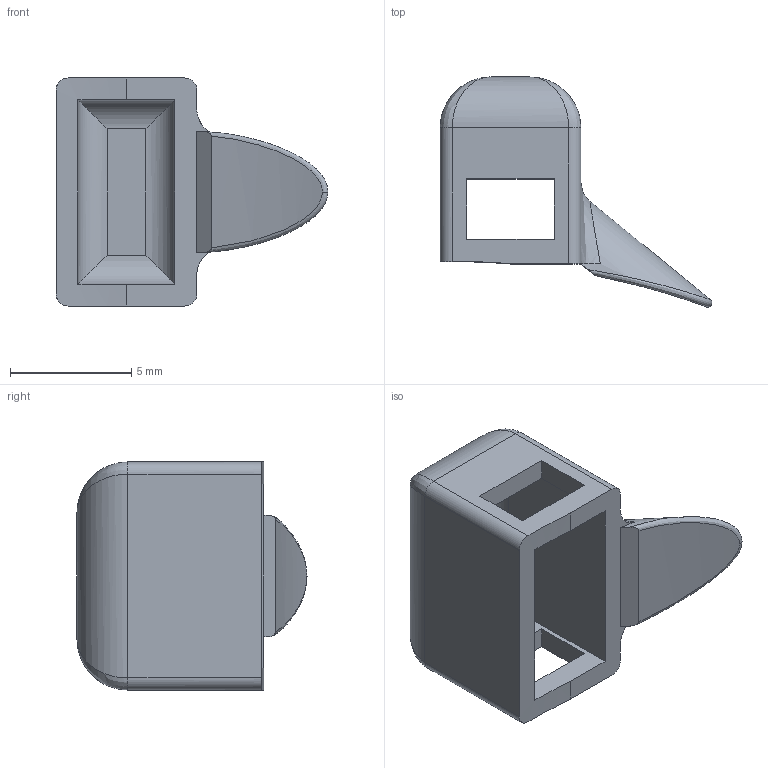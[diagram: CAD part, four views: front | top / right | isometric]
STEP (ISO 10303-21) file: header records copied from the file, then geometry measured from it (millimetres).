
FILE_DESCRIPTION (( 'STEP AP214' ), '1' );
FILE_NAME ('Slider.STEP', '2025-07-06T08:35:23', ( '' ), ( '' ), 'SwSTEP 2.0', 'SolidWorks 2025', '' );
FILE_SCHEMA (( 'AUTOMOTIVE_DESIGN' ));
Length unit declared in the file: millimetre
Products named in the file (1): Slider
Bounding box: 11.2 x 9.48 x 9.4 mm (x, y, z)
Volume: 206 mm3; surface area: 480.6 mm2
Topology: 1 solids, 1 shells, 43 faces, 111 edges, 66 vertices
Faces by surface type: plane 20, cylinder 15, bspline 8
Entity records: 1645 total; most frequent: CARTESIAN_POINT 681, ORIENTED_EDGE 214, DIRECTION 163, EDGE_CURVE 107, VECTOR 67, LINE 67, VERTEX_POINT 66, AXIS2_PLACEMENT_3D 48
